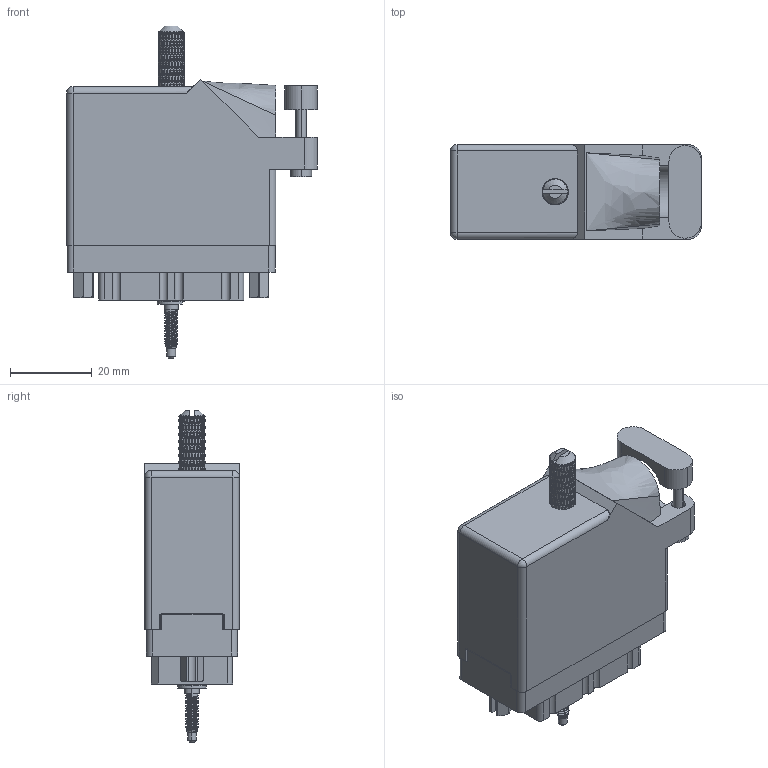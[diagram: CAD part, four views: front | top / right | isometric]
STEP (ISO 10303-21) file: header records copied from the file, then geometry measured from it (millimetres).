
FILE_DESCRIPTION (( 'STEP AP203' ), '1' );
FILE_NAME ('519-036-542-421.STEP', '2020-09-09T22:53:38', ( '' ), ( '' ), 'SwSTEP 2.0', 'SolidWorks 2020', '' );
FILE_SCHEMA (( 'CONFIG_CONTROL_DESIGN' ));
Length unit declared in the file: inch
Products named in the file (12): 516-292-001_542 Contact; Actuating Screw Assy 038-056; 516-250-038-111; 516-221-038-102_039; 516-253-035-100; 516-230-001_Plastic - 038 Side Entry; 516-251-035-100; 516-221-038-102_038; 516-252-021-102_038; 519-036-542-421; 519 Receptacle Insulator_036; 516-253-138-107
Assembly tree (48 placements, depth 3):
  519-036-542-421
    519 Receptacle Insulator_036
    516-292-001_542 Contact  x36
    Actuating Screw Assy 038-056
      516-251-035-100
      516-253-035-100  x2
      516-253-138-107
      516-250-038-111
    516-252-021-102_038  x2
    516-221-038-102_038
    516-221-038-102_039
    516-230-001_Plastic - 038 Side Entry
Bounding box: 61.21 x 23.11 x 81.03 mm (x, y, z)
Volume: 25906.4 mm3; surface area: 39190.8 mm2
Topology: 47 solids, 47 shells, 5077 faces, 13613 edges, 8650 vertices
Faces by surface type: plane 2283, cylinder 1487, bspline 1253, cone 52, sphere 2
Entity records: 110044 total; most frequent: CARTESIAN_POINT 59640, ORIENTED_EDGE 12450, DIRECTION 7419, EDGE_CURVE 6225, VERTEX_POINT 3752, EDGE_LOOP 2647, AXIS2_PLACEMENT_3D 2534, FACE_OUTER_BOUND 2520
